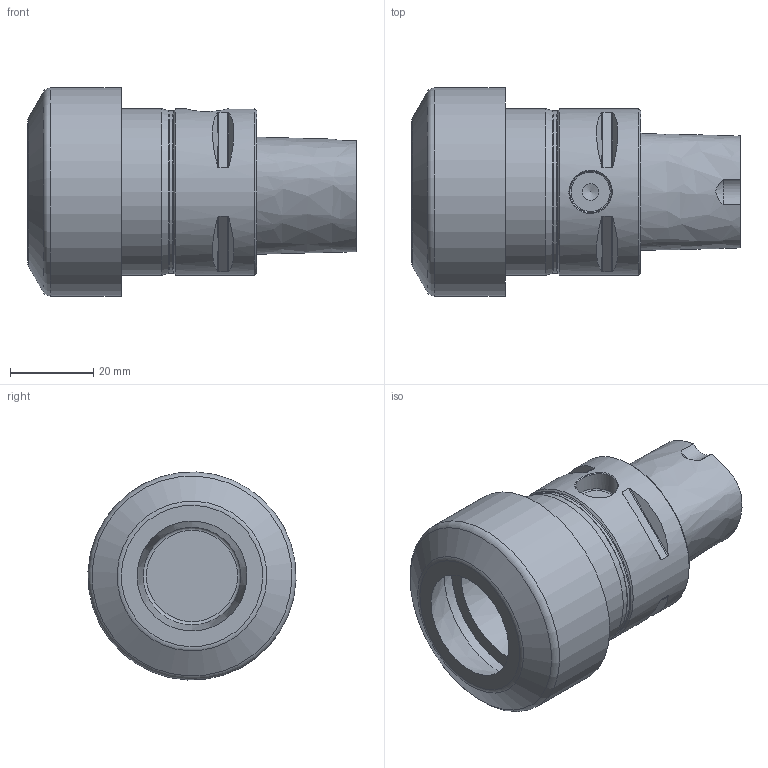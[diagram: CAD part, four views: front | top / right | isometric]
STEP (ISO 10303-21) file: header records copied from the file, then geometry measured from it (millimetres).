
FILE_DESCRIPTION(/* description */ (''),/* implementation_level */ '2;1');
FILE_NAME(/* name */ 'AC4-ER-32-055.stp',/* time_stamp */ '2024-11-20T09:27:59+03:00',/* author */ (''),/* organization */ (''),/* preprocessor_version */ 'ST-DEVELOPER v19.4',/* originating_system */ 'SIEMENS PLM Software NX2306.5001',/* authorisation */ '');
FILE_SCHEMA (('AUTOMOTIVE_DESIGN { 1 0 10303 214 3 1 1 1 }'));
Length unit declared in the file: millimetre
Products named in the file (1): AC4-ER-32-055-lıght_objects
Bounding box: 79 x 49.95 x 49.95 mm (x, y, z)
Volume: 63082.5 mm3; surface area: 18107.3 mm2
Topology: 1 solids, 1 shells, 52 faces, 115 edges, 73 vertices
Faces by surface type: plane 19, cylinder 17, cone 8, torus 6, bspline 2
Full cylindrical faces by diameter (mm): 4 x1, 10 x1, 23.5 x1, 38.5 x1, 39 x1, 40 x2, 50 x1
Entity records: 1956 total; most frequent: CARTESIAN_POINT 937, DIRECTION 198, ORIENTED_EDGE 164, AXIS2_PLACEMENT_3D 87, EDGE_LOOP 84, EDGE_CURVE 82, VERTEX_POINT 65, FACE_BOUND 61
